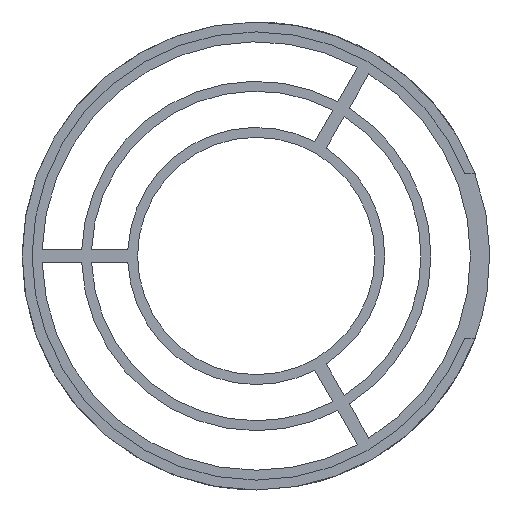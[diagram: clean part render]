
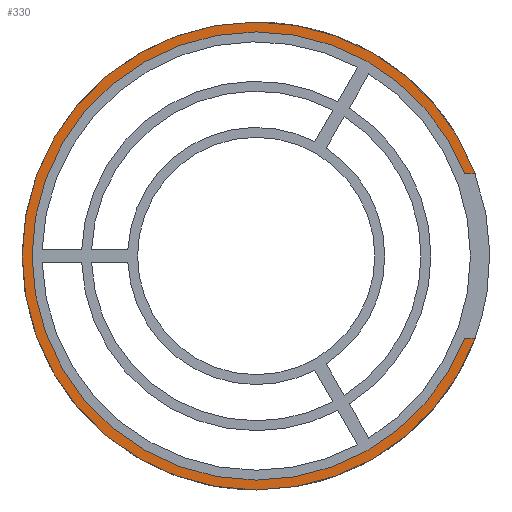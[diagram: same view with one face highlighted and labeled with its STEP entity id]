
A CAD part, front view. The second image highlights one B-rep face of the part: STEP entity #330.
In plain terms, the highlighted planar face has unit normal (0, -1, 0).
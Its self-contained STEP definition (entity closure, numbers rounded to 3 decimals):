
#9 = VECTOR ( 'NONE', #1918, 1000. ) ;
#60 = DIRECTION ( 'NONE',  ( 0., 0., -1. ) ) ;
#83 = AXIS2_PLACEMENT_3D ( 'NONE', #194, #1276, #60 ) ;
#104 = CARTESIAN_POINT ( 'NONE',  ( 0., -5., 0. ) ) ;
#110 = FACE_OUTER_BOUND ( 'NONE', #983, .T. ) ;
#117 = VERTEX_POINT ( 'NONE', #396 ) ;
#194 = CARTESIAN_POINT ( 'NONE',  ( 0., -5., 0. ) ) ;
#242 = DIRECTION ( 'NONE',  ( 0., 0., -1. ) ) ;
#266 = DIRECTION ( 'NONE',  ( 0., 0., -1. ) ) ;
#330 = ADVANCED_FACE ( 'NONE', ( #110 ), #1682, .T. ) ;
#377 = CARTESIAN_POINT ( 'NONE',  ( 0., -5., -35.5 ) ) ;
#396 = CARTESIAN_POINT ( 'NONE',  ( 31.619, -5., 12.5 ) ) ;
#419 = CARTESIAN_POINT ( 'NONE',  ( 0., -5., 0. ) ) ;
#442 = VERTEX_POINT ( 'NONE', #1853 ) ;
#464 = DIRECTION ( 'NONE',  ( 0., 0., -1. ) ) ;
#546 = LINE ( 'NONE', #1274, #9 ) ;
#591 = ORIENTED_EDGE ( 'NONE', *, *, #1518, .T. ) ;
#618 = CIRCLE ( 'NONE', #83, 34. ) ;
#777 = AXIS2_PLACEMENT_3D ( 'NONE', #1491, #1803, #266 ) ;
#780 = EDGE_CURVE ( 'NONE', #442, #942, #1386, .T. ) ;
#799 = ORIENTED_EDGE ( 'NONE', *, *, #1937, .T. ) ;
#883 = CARTESIAN_POINT ( 'NONE',  ( 64., -5., 12.5 ) ) ;
#887 = CARTESIAN_POINT ( 'NONE',  ( 31.619, -5., -12.5 ) ) ;
#889 = ORIENTED_EDGE ( 'NONE', *, *, #1485, .F. ) ;
#910 = CARTESIAN_POINT ( 'NONE',  ( 0., -5., 0. ) ) ;
#942 = VERTEX_POINT ( 'NONE', #1789 ) ;
#969 = AXIS2_PLACEMENT_3D ( 'NONE', #910, #1514, #464 ) ;
#983 = EDGE_LOOP ( 'NONE', ( #1764, #889, #591, #1008, #1443, #799, #1598, #1646 ) ) ;
#995 = DIRECTION ( 'NONE',  ( 0., -1., 0. ) ) ;
#1008 = ORIENTED_EDGE ( 'NONE', *, *, #1167, .T. ) ;
#1016 = DIRECTION ( 'NONE',  ( 0., 0., -1. ) ) ;
#1028 = CARTESIAN_POINT ( 'NONE',  ( 33.226, -5., 12.5 ) ) ;
#1087 = CIRCLE ( 'NONE', #777, 35.5 ) ;
#1113 = AXIS2_PLACEMENT_3D ( 'NONE', #1732, #1885, #1897 ) ;
#1145 = AXIS2_PLACEMENT_3D ( 'NONE', #104, #1322, #1619 ) ;
#1149 = DIRECTION ( 'NONE',  ( 0., -1., 0. ) ) ;
#1161 = AXIS2_PLACEMENT_3D ( 'NONE', #419, #995, #1016 ) ;
#1167 = EDGE_CURVE ( 'NONE', #1648, #1820, #1343, .T. ) ;
#1179 = EDGE_CURVE ( 'NONE', #117, #442, #618, .T. ) ;
#1243 = VERTEX_POINT ( 'NONE', #1893 ) ;
#1274 = CARTESIAN_POINT ( 'NONE',  ( 64., -5., -12.5 ) ) ;
#1276 = DIRECTION ( 'NONE',  ( 0., -1., 0. ) ) ;
#1314 = AXIS2_PLACEMENT_3D ( 'NONE', #1780, #1149, #242 ) ;
#1317 = CIRCLE ( 'NONE', #1314, 35.5 ) ;
#1322 = DIRECTION ( 'NONE',  ( 0., -1., 0. ) ) ;
#1343 = CIRCLE ( 'NONE', #1113, 35.5 ) ;
#1366 = CARTESIAN_POINT ( 'NONE',  ( 0., -5., 35.5 ) ) ;
#1374 = EDGE_CURVE ( 'NONE', #1820, #1243, #1317, .T. ) ;
#1386 = CIRCLE ( 'NONE', #1145, 34. ) ;
#1443 = ORIENTED_EDGE ( 'NONE', *, *, #1374, .T. ) ;
#1478 = VERTEX_POINT ( 'NONE', #1028 ) ;
#1485 = EDGE_CURVE ( 'NONE', #1478, #117, #1556, .T. ) ;
#1491 = CARTESIAN_POINT ( 'NONE',  ( 0., -5., 0. ) ) ;
#1509 = VECTOR ( 'NONE', #1953, 1000. ) ;
#1514 = DIRECTION ( 'NONE',  ( 0., -1., 0. ) ) ;
#1518 = EDGE_CURVE ( 'NONE', #1478, #1648, #1087, .T. ) ;
#1556 = LINE ( 'NONE', #883, #1509 ) ;
#1581 = VERTEX_POINT ( 'NONE', #887 ) ;
#1598 = ORIENTED_EDGE ( 'NONE', *, *, #1933, .F. ) ;
#1619 = DIRECTION ( 'NONE',  ( 0., 0., -1. ) ) ;
#1646 = ORIENTED_EDGE ( 'NONE', *, *, #780, .F. ) ;
#1648 = VERTEX_POINT ( 'NONE', #1366 ) ;
#1682 = PLANE ( 'NONE',  #969 ) ;
#1732 = CARTESIAN_POINT ( 'NONE',  ( 0., -5., 0. ) ) ;
#1753 = CIRCLE ( 'NONE', #1161, 34. ) ;
#1764 = ORIENTED_EDGE ( 'NONE', *, *, #1179, .F. ) ;
#1780 = CARTESIAN_POINT ( 'NONE',  ( 0., -5., 0. ) ) ;
#1789 = CARTESIAN_POINT ( 'NONE',  ( 0., -5., -34. ) ) ;
#1803 = DIRECTION ( 'NONE',  ( 0., -1., 0. ) ) ;
#1820 = VERTEX_POINT ( 'NONE', #377 ) ;
#1853 = CARTESIAN_POINT ( 'NONE',  ( 0., -5., 34. ) ) ;
#1885 = DIRECTION ( 'NONE',  ( 0., -1., 0. ) ) ;
#1893 = CARTESIAN_POINT ( 'NONE',  ( 33.226, -5., -12.5 ) ) ;
#1897 = DIRECTION ( 'NONE',  ( 0., 0., -1. ) ) ;
#1918 = DIRECTION ( 'NONE',  ( -1., 0., 0. ) ) ;
#1933 = EDGE_CURVE ( 'NONE', #942, #1581, #1753, .T. ) ;
#1937 = EDGE_CURVE ( 'NONE', #1243, #1581, #546, .T. ) ;
#1953 = DIRECTION ( 'NONE',  ( -1., 0., 0. ) ) ;
